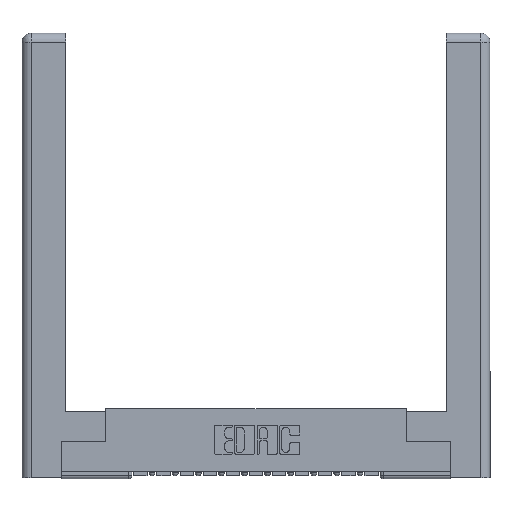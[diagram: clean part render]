
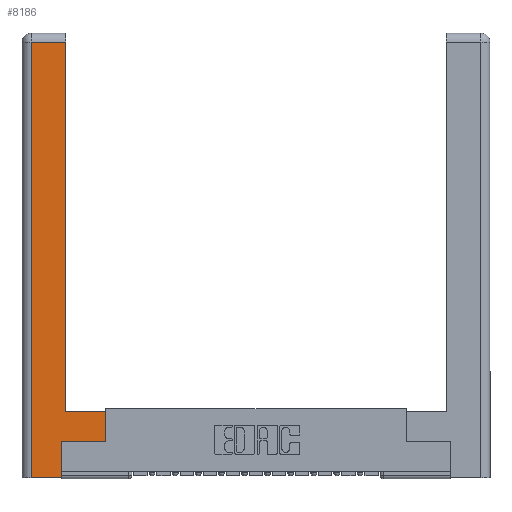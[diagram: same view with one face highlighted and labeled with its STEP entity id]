
A CAD part, top view. The second image highlights one B-rep face of the part: STEP entity #8186.
In plain terms, the highlighted planar face has unit normal (0, 0, 1).
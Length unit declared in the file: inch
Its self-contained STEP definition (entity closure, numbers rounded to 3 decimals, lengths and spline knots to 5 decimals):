
#21 = EDGE_CURVE ( 'NONE', #960, #11211, #13269, .T. ) ;
#187 = CARTESIAN_POINT ( 'NONE',  ( 0.295, 3., 0. ) ) ;
#212 = LINE ( 'NONE', #2149, #4898 ) ;
#254 = EDGE_CURVE ( 'NONE', #8108, #10541, #212, .T. ) ;
#314 = VECTOR ( 'NONE', #8251, 39.37008 ) ;
#401 = CARTESIAN_POINT ( 'NONE',  ( 0.0615, 2.94, 0. ) ) ;
#459 = DIRECTION ( 'NONE',  ( 0., 1., 0. ) ) ;
#729 = LINE ( 'NONE', #9668, #314 ) ;
#960 = VERTEX_POINT ( 'NONE', #15175 ) ;
#1718 = CARTESIAN_POINT ( 'NONE',  ( 0.565, 0.245, 0. ) ) ;
#2050 = CARTESIAN_POINT ( 'NONE',  ( 0.265, 0., 0. ) ) ;
#2149 = CARTESIAN_POINT ( 'NONE',  ( 0.265, 0.245, 0. ) ) ;
#2618 = ORIENTED_EDGE ( 'NONE', *, *, #14285, .T. ) ;
#2820 = CARTESIAN_POINT ( 'NONE',  ( 0.295, 0.45, 0. ) ) ;
#4088 = EDGE_CURVE ( 'NONE', #8703, #15470, #729, .T. ) ;
#4120 = DIRECTION ( 'NONE',  ( -1., 0., 0. ) ) ;
#4127 = EDGE_CURVE ( 'NONE', #10541, #960, #5197, .T. ) ;
#4267 = EDGE_CURVE ( 'NONE', #15470, #8108, #10075, .T. ) ;
#4898 = VECTOR ( 'NONE', #16016, 39.37008 ) ;
#4925 = CARTESIAN_POINT ( 'NONE',  ( 0.0615, 2.94, 0. ) ) ;
#4945 = CARTESIAN_POINT ( 'NONE',  ( 0.265, 0., 0. ) ) ;
#5197 = LINE ( 'NONE', #1718, #5606 ) ;
#5606 = VECTOR ( 'NONE', #9643, 39.37008 ) ;
#5692 = LINE ( 'NONE', #2820, #12833 ) ;
#6136 = ORIENTED_EDGE ( 'NONE', *, *, #4267, .T. ) ;
#6257 = ORIENTED_EDGE ( 'NONE', *, *, #254, .T. ) ;
#6807 = CARTESIAN_POINT ( 'NONE',  ( 0.565, 0.45, 0. ) ) ;
#6868 = ORIENTED_EDGE ( 'NONE', *, *, #13622, .T. ) ;
#7651 = DIRECTION ( 'NONE',  ( 1., 0., 0. ) ) ;
#7789 = CARTESIAN_POINT ( 'NONE',  ( 0., 0., 0. ) ) ;
#7893 = DIRECTION ( 'NONE',  ( 0., 0., -1. ) ) ;
#7992 = ORIENTED_EDGE ( 'NONE', *, *, #4088, .T. ) ;
#8108 = VERTEX_POINT ( 'NONE', #4945 ) ;
#8186 = ADVANCED_FACE ( 'NONE', ( #12151 ), #15522, .F. ) ;
#8251 = DIRECTION ( 'NONE',  ( 0., -1., 0. ) ) ;
#8563 = VECTOR ( 'NONE', #11899, 39.37008 ) ;
#8642 = VECTOR ( 'NONE', #7651, 39.37008 ) ;
#8703 = VERTEX_POINT ( 'NONE', #4925 ) ;
#9012 = DIRECTION ( 'NONE',  ( -1., 0., 0. ) ) ;
#9643 = DIRECTION ( 'NONE',  ( 1., 0., 0. ) ) ;
#9668 = CARTESIAN_POINT ( 'NONE',  ( 0.0615, 0., 0. ) ) ;
#9761 = CARTESIAN_POINT ( 'NONE',  ( 0.295, 2.94, 0. ) ) ;
#9781 = ORIENTED_EDGE ( 'NONE', *, *, #4127, .T. ) ;
#10075 = LINE ( 'NONE', #2050, #8642 ) ;
#10541 = VERTEX_POINT ( 'NONE', #16510 ) ;
#10921 = VECTOR ( 'NONE', #12079, 39.37008 ) ;
#11091 = ORIENTED_EDGE ( 'NONE', *, *, #15965, .T. ) ;
#11158 = VERTEX_POINT ( 'NONE', #14513 ) ;
#11211 = VERTEX_POINT ( 'NONE', #15940 ) ;
#11899 = DIRECTION ( 'NONE',  ( 0., 1., 0. ) ) ;
#11980 = AXIS2_PLACEMENT_3D ( 'NONE', #7789, #7893, #9012 ) ;
#12079 = DIRECTION ( 'NONE',  ( -1., 0., 0. ) ) ;
#12151 = FACE_OUTER_BOUND ( 'NONE', #15227, .T. ) ;
#12833 = VECTOR ( 'NONE', #4120, 39.37008 ) ;
#13269 = LINE ( 'NONE', #6807, #8563 ) ;
#13367 = LINE ( 'NONE', #401, #10921 ) ;
#13622 = EDGE_CURVE ( 'NONE', #15631, #8703, #13367, .T. ) ;
#14285 = EDGE_CURVE ( 'NONE', #11158, #15631, #16765, .T. ) ;
#14513 = CARTESIAN_POINT ( 'NONE',  ( 0.295, 0.45, 0. ) ) ;
#14956 = VECTOR ( 'NONE', #459, 39.37008 ) ;
#15175 = CARTESIAN_POINT ( 'NONE',  ( 0.565, 0.245, 0. ) ) ;
#15227 = EDGE_LOOP ( 'NONE', ( #2618, #6868, #7992, #6136, #6257, #9781, #16655, #11091 ) ) ;
#15470 = VERTEX_POINT ( 'NONE', #16064 ) ;
#15522 = PLANE ( 'NONE',  #11980 ) ;
#15631 = VERTEX_POINT ( 'NONE', #9761 ) ;
#15940 = CARTESIAN_POINT ( 'NONE',  ( 0.565, 0.45, 0. ) ) ;
#15965 = EDGE_CURVE ( 'NONE', #11211, #11158, #5692, .T. ) ;
#16016 = DIRECTION ( 'NONE',  ( 0., 1., 0. ) ) ;
#16064 = CARTESIAN_POINT ( 'NONE',  ( 0.0615, 0., 0. ) ) ;
#16510 = CARTESIAN_POINT ( 'NONE',  ( 0.265, 0.245, 0. ) ) ;
#16655 = ORIENTED_EDGE ( 'NONE', *, *, #21, .T. ) ;
#16765 = LINE ( 'NONE', #187, #14956 ) ;
